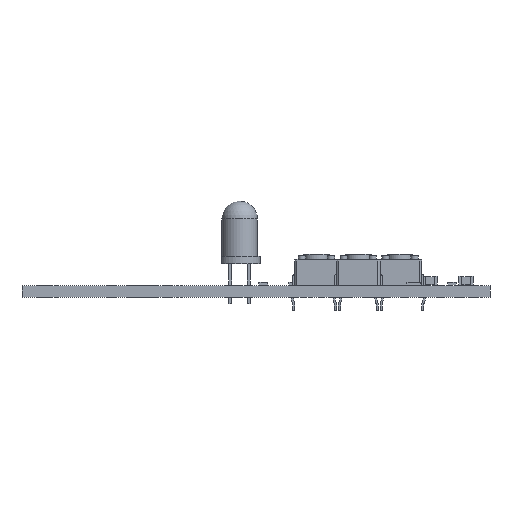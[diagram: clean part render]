
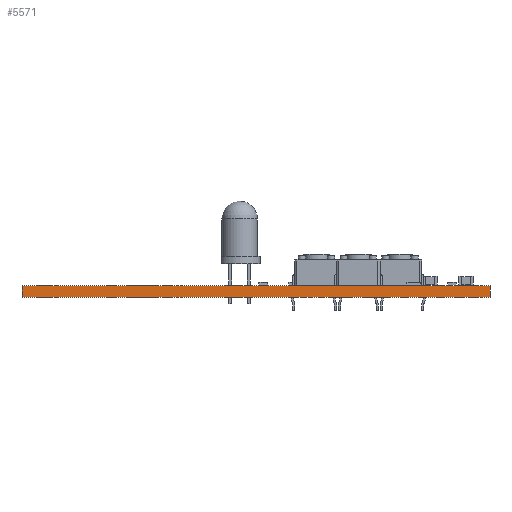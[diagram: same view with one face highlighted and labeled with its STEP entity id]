
A CAD part, front view. The second image highlights one B-rep face of the part: STEP entity #5571.
In plain terms, the highlighted planar face has unit normal (0, -1, 0).
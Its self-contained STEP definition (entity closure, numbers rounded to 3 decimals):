
#5571 = ADVANCED_FACE('',(#5572),#5606,.T.);
#5572 = FACE_BOUND('',#5573,.T.);
#5573 = EDGE_LOOP('',(#5574,#5584,#5592,#5600));
#5574 = ORIENTED_EDGE('',*,*,#5575,.T.);
#5575 = EDGE_CURVE('',#5576,#5578,#5580,.T.);
#5576 = VERTEX_POINT('',#5577);
#5577 = CARTESIAN_POINT('',(137.75,-123.5,0.));
#5578 = VERTEX_POINT('',#5579);
#5579 = CARTESIAN_POINT('',(137.75,-123.5,1.6));
#5580 = LINE('',#5581,#5582);
#5581 = CARTESIAN_POINT('',(137.75,-123.5,0.));
#5582 = VECTOR('',#5583,1.);
#5583 = DIRECTION('',(0.,0.,1.));
#5584 = ORIENTED_EDGE('',*,*,#5585,.T.);
#5585 = EDGE_CURVE('',#5578,#5586,#5588,.T.);
#5586 = VERTEX_POINT('',#5587);
#5587 = CARTESIAN_POINT('',(73.25,-123.5,1.6));
#5588 = LINE('',#5589,#5590);
#5589 = CARTESIAN_POINT('',(137.75,-123.5,1.6));
#5590 = VECTOR('',#5591,1.);
#5591 = DIRECTION('',(-1.,0.,0.));
#5592 = ORIENTED_EDGE('',*,*,#5593,.F.);
#5593 = EDGE_CURVE('',#5594,#5586,#5596,.T.);
#5594 = VERTEX_POINT('',#5595);
#5595 = CARTESIAN_POINT('',(73.25,-123.5,0.));
#5596 = LINE('',#5597,#5598);
#5597 = CARTESIAN_POINT('',(73.25,-123.5,0.));
#5598 = VECTOR('',#5599,1.);
#5599 = DIRECTION('',(0.,0.,1.));
#5600 = ORIENTED_EDGE('',*,*,#5601,.F.);
#5601 = EDGE_CURVE('',#5576,#5594,#5602,.T.);
#5602 = LINE('',#5603,#5604);
#5603 = CARTESIAN_POINT('',(137.75,-123.5,0.));
#5604 = VECTOR('',#5605,1.);
#5605 = DIRECTION('',(-1.,0.,0.));
#5606 = PLANE('',#5607);
#5607 = AXIS2_PLACEMENT_3D('',#5608,#5609,#5610);
#5608 = CARTESIAN_POINT('',(137.75,-123.5,0.));
#5609 = DIRECTION('',(0.,-1.,0.));
#5610 = DIRECTION('',(-1.,0.,0.));
